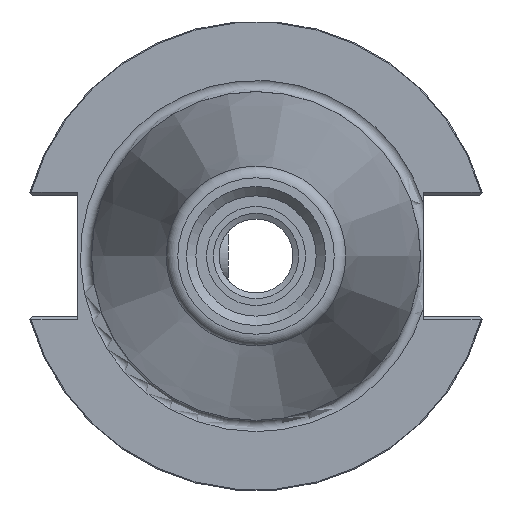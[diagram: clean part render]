
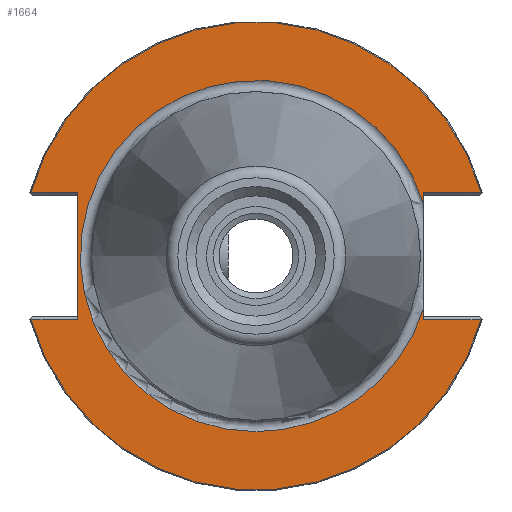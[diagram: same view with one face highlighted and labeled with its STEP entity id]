
A CAD part, left-side view. The second image highlights one B-rep face of the part: STEP entity #1664.
In plain terms, the highlighted planar face has unit normal (-1, 0, 0).
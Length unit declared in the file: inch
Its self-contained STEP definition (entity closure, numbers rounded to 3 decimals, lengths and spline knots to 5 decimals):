
#227=LINE('',#2513,#356);
#228=LINE('',#2535,#357);
#235=LINE('',#2587,#364);
#237=LINE('',#2591,#366);
#238=LINE('',#2593,#367);
#239=LINE('',#2595,#368);
#240=LINE('',#2598,#369);
#356=VECTOR('',#2034,0.0526);
#357=VECTOR('',#2035,0.0526);
#364=VECTOR('',#2054,0.30821);
#366=VECTOR('',#2058,0.24821);
#367=VECTOR('',#2059,0.67625);
#368=VECTOR('',#2060,0.24821);
#369=VECTOR('',#2063,0.30821);
#497=FACE_OUTER_BOUND('',#597,.T.);
#597=EDGE_LOOP('',(#1251,#1252,#1253,#1254,#1255,#1256,#1257,#1258,#1259,
#1260,#1261));
#686=CIRCLE('',#1803,1.245);
#688=CIRCLE('',#1809,1.245);
#689=CIRCLE('',#1810,0.93468);
#690=CIRCLE('',#1811,0.93468);
#762=VERTEX_POINT('',#2510);
#763=VERTEX_POINT('',#2512);
#764=VERTEX_POINT('',#2514);
#765=VERTEX_POINT('',#2534);
#769=VERTEX_POINT('',#2543);
#770=VERTEX_POINT('',#2552);
#777=VERTEX_POINT('',#2590);
#778=VERTEX_POINT('',#2592);
#779=VERTEX_POINT('',#2594);
#780=VERTEX_POINT('',#2596);
#781=VERTEX_POINT('',#2599);
#937=EDGE_CURVE('',#763,#762,#227,.T.);
#939=EDGE_CURVE('',#765,#764,#228,.T.);
#944=EDGE_CURVE('',#769,#770,#686,.T.);
#953=EDGE_CURVE('',#762,#770,#235,.T.);
#955=EDGE_CURVE('',#777,#769,#237,.T.);
#956=EDGE_CURVE('',#778,#777,#238,.T.);
#957=EDGE_CURVE('',#779,#778,#239,.T.);
#958=EDGE_CURVE('',#780,#779,#688,.T.);
#959=EDGE_CURVE('',#780,#765,#240,.T.);
#960=EDGE_CURVE('',#764,#781,#689,.T.);
#961=EDGE_CURVE('',#781,#763,#690,.T.);
#1251=ORIENTED_EDGE('',*,*,#944,.F.);
#1252=ORIENTED_EDGE('',*,*,#955,.F.);
#1253=ORIENTED_EDGE('',*,*,#956,.F.);
#1254=ORIENTED_EDGE('',*,*,#957,.F.);
#1255=ORIENTED_EDGE('',*,*,#958,.F.);
#1256=ORIENTED_EDGE('',*,*,#959,.T.);
#1257=ORIENTED_EDGE('',*,*,#939,.T.);
#1258=ORIENTED_EDGE('',*,*,#960,.T.);
#1259=ORIENTED_EDGE('',*,*,#961,.T.);
#1260=ORIENTED_EDGE('',*,*,#937,.T.);
#1261=ORIENTED_EDGE('',*,*,#953,.T.);
#1609=PLANE('',#1808);
#1664=ADVANCED_FACE('',(#497),#1609,.T.);
#1803=AXIS2_PLACEMENT_3D('',#2553,#2041,#2042);
#1808=AXIS2_PLACEMENT_3D('',#2589,#2056,#2057);
#1809=AXIS2_PLACEMENT_3D('',#2597,#2061,#2062);
#1810=AXIS2_PLACEMENT_3D('',#2600,#2064,#2065);
#1811=AXIS2_PLACEMENT_3D('',#2601,#2066,#2067);
#2034=DIRECTION('',(0.,0.,1.));
#2035=DIRECTION('',(0.,0.,1.));
#2041=DIRECTION('center_axis',(1.,0.,0.));
#2042=DIRECTION('ref_axis',(0.,0.,
1.));
#2054=DIRECTION('',(0.,-1.,0.));
#2056=DIRECTION('center_axis',(-1.,0.,0.));
#2057=DIRECTION('ref_axis',(0.,0.,1.));
#2058=DIRECTION('',(0.,1.,0.));
#2059=DIRECTION('',(0.,0.,1.));
#2060=DIRECTION('',(0.,-1.,0.));
#2061=DIRECTION('center_axis',(1.,0.,0.));
#2062=DIRECTION('ref_axis',(0.,0.,
-1.));
#2063=DIRECTION('',(0.,1.,0.));
#2064=DIRECTION('center_axis',(1.,0.,0.));
#2065=DIRECTION('ref_axis',(0.,0.,1.));
#2066=DIRECTION('center_axis',(1.,0.,0.));
#2067=DIRECTION('ref_axis',(0.,0.,1.));
#2510=CARTESIAN_POINT('',(-1.17746,-0.89001,0.33812));
#2512=CARTESIAN_POINT('',(-1.17746,-0.89001,0.28553));
#2513=CARTESIAN_POINT('',(-1.17746,-0.89001,0.));
#2514=CARTESIAN_POINT('',(-1.17746,-0.89001,-0.28553));
#2534=CARTESIAN_POINT('',(-1.17746,-0.89001,-0.33813));
#2535=CARTESIAN_POINT('',(-1.17746,-0.89001,0.));
#2543=CARTESIAN_POINT('',(-1.17746,1.19819,0.33812));
#2552=CARTESIAN_POINT('',(-1.17746,-1.19822,0.33812));
#2553=CARTESIAN_POINT('Origin',(-1.17746,-0.00001,
0.));
#2587=CARTESIAN_POINT('',(-1.17746,-0.90251,0.33812));
#2589=CARTESIAN_POINT('Origin',(-1.17746,-0.87501,0.));
#2590=CARTESIAN_POINT('',(-1.17746,0.94999,0.33812));
#2591=CARTESIAN_POINT('',(-1.17746,0.02749,0.33812));
#2592=CARTESIAN_POINT('',(-1.17746,0.94999,-0.33813));
#2593=CARTESIAN_POINT('',(-1.17746,0.94999,-0.33813));
#2594=CARTESIAN_POINT('',(-1.17746,1.19819,-0.33813));
#2595=CARTESIAN_POINT('',(-1.17746,0.27749,-0.33813));
#2596=CARTESIAN_POINT('',(-1.17746,-1.19822,-0.33813));
#2597=CARTESIAN_POINT('Origin',(-1.17746,-0.00001,
0.));
#2598=CARTESIAN_POINT('',(-1.17746,-0.90251,-0.33813));
#2599=CARTESIAN_POINT('',(-1.17746,-0.00001,-0.93468));
#2600=CARTESIAN_POINT('Origin',(-1.17746,-0.00001,
0.));
#2601=CARTESIAN_POINT('Origin',(-1.17746,-0.00001,
0.));
